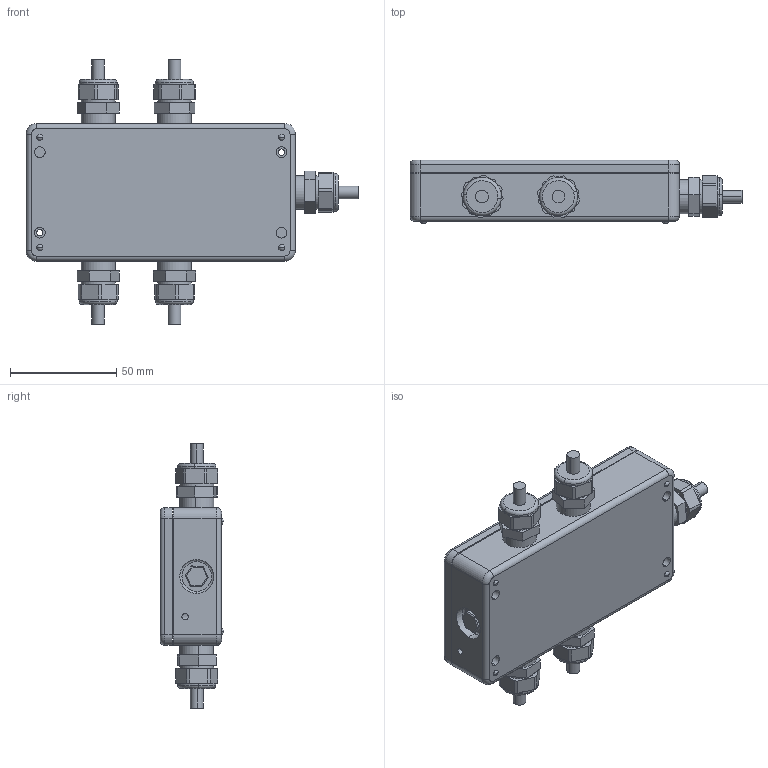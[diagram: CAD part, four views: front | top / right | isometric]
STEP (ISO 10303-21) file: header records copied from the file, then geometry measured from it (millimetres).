
FILE_DESCRIPTION (( 'STEP AP203' ), '1' );
FILE_NAME ('J04SA-16;J04EA-16.STEP', '2025-02-07T18:44:59', ( '' ), ( '' ), 'SwSTEP 2.0', 'SolidWorks 2023', '' );
FILE_SCHEMA (( 'CONFIG_CONTROL_DESIGN' ));
Length unit declared in the file: millimetre
Products named in the file (4): J04EA-盒体; J04SA-16;J04EA-16; J04EA-盒盖; M16(PG9)接头_默认
Assembly tree (7 placements, depth 2):
  J04SA-16;J04EA-16
    J04EA-盒体
    J04EA-盒盖
    M16(PG9)接头_默认  x5
Bounding box: 156.56 x 29.9 x 124.67 mm (x, y, z)
Volume: 250006.5 mm3; surface area: 57679.8 mm2
Topology: 7 solids, 8 shells, 420 faces, 1040 edges, 662 vertices
Faces by surface type: cylinder 202, plane 176, torus 20, cone 14, sphere 8
Entity records: 8338 total; most frequent: CARTESIAN_POINT 1578, DIRECTION 1400, ORIENTED_EDGE 1232, EDGE_CURVE 616, AXIS2_PLACEMENT_3D 556, VERTEX_POINT 394, EDGE_LOOP 318, VECTOR 288
